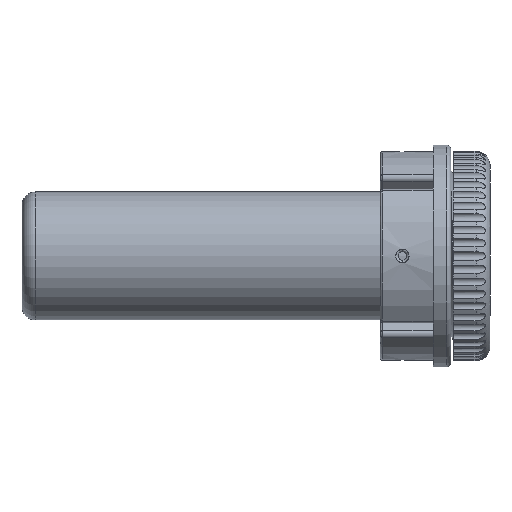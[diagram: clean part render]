
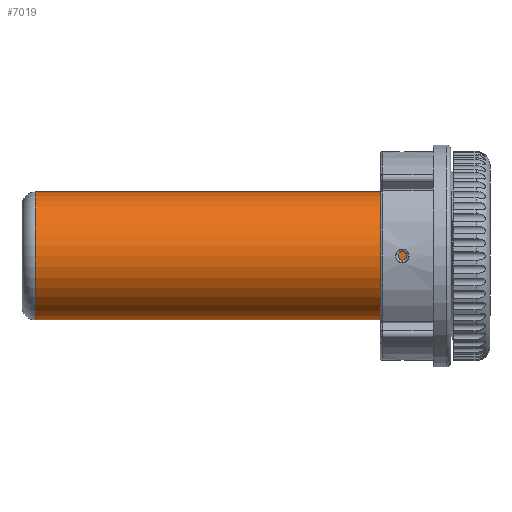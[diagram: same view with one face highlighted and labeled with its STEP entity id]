
A CAD part, front view. The second image highlights one B-rep face of the part: STEP entity #7019.
In plain terms, the highlighted cylindrical face has radius 14.5 mm (diameter 29 mm), a full revolution.
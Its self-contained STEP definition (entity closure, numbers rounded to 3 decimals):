
#691=FACE_OUTER_BOUND('',#1146,.T.);
#1146=EDGE_LOOP('',(#6345,#6346,#6347,#6348,#6349));
#1719=CIRCLE('',#8030,14.5);
#1720=CIRCLE('',#8031,14.5);
#1721=CIRCLE('',#8032,14.5);
#2211=LINE('',#29081,#2541);
#2541=VECTOR('',#10313,14.5);
#3183=VERTEX_POINT('',#29076);
#3184=VERTEX_POINT('',#29077);
#3185=VERTEX_POINT('',#29080);
#4239=EDGE_CURVE('',#3183,#3184,#1719,.T.);
#4240=EDGE_CURVE('',#3184,#3183,#1720,.T.);
#4241=EDGE_CURVE('',#3184,#3185,#2211,.T.);
#4242=EDGE_CURVE('',#3185,#3185,#1721,.F.);
#6345=ORIENTED_EDGE('',*,*,#4239,.F.);
#6346=ORIENTED_EDGE('',*,*,#4240,.F.);
#6347=ORIENTED_EDGE('',*,*,#4241,.T.);
#6348=ORIENTED_EDGE('',*,*,#4242,.T.);
#6349=ORIENTED_EDGE('',*,*,#4241,.F.);
#6592=CYLINDRICAL_SURFACE('',#8029,14.5);
#7019=ADVANCED_FACE('',(#691),#6592,.T.);
#8029=AXIS2_PLACEMENT_3D('',#29075,#10307,#10308);
#8030=AXIS2_PLACEMENT_3D('',#29078,#10309,#10310);
#8031=AXIS2_PLACEMENT_3D('',#29079,#10311,#10312);
#8032=AXIS2_PLACEMENT_3D('',#29082,#10314,#10315);
#10307=DIRECTION('center_axis',(-1.,0.,0.));
#10308=DIRECTION('ref_axis',(0.,1.,0.));
#10309=DIRECTION('center_axis',(-1.,0.,0.));
#10310=DIRECTION('ref_axis',(0.,0.,
1.));
#10311=DIRECTION('center_axis',(-1.,0.,0.));
#10312=DIRECTION('ref_axis',(0.,0.,
1.));
#10313=DIRECTION('',(1.,0.,0.));
#10314=DIRECTION('center_axis',(1.,0.,0.));
#10315=DIRECTION('ref_axis',(0.,1.,0.));
#29075=CARTESIAN_POINT('Origin',(506.64,15.5,8.846));
#29076=CARTESIAN_POINT('',(509.64,15.5,-5.654));
#29077=CARTESIAN_POINT('',(509.64,1.,8.846));
#29078=CARTESIAN_POINT('Origin',(509.64,15.5,8.846));
#29079=CARTESIAN_POINT('Origin',(509.64,15.5,8.846));
#29080=CARTESIAN_POINT('',(604.64,1.,8.846));
#29081=CARTESIAN_POINT('',(506.64,1.,8.846));
#29082=CARTESIAN_POINT('Origin',(604.64,15.5,8.846));
